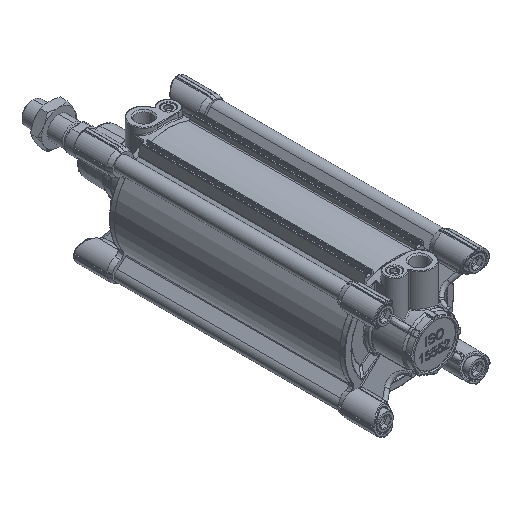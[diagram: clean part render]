
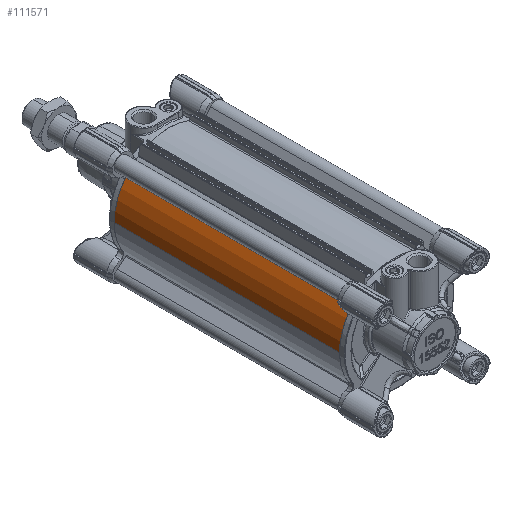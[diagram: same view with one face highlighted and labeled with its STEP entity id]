
A CAD part, isometric view. The second image highlights one B-rep face of the part: STEP entity #111571.
In plain terms, the highlighted cylindrical face has radius 65.5 mm (diameter 131 mm), a partial arc.
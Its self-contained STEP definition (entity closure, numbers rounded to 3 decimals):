
#5065 = CARTESIAN_POINT ( 'NONE',  ( -65.5, 315., 0. ) ) ;
#10771 = EDGE_CURVE ( 'NONE', #42560, #77311, #71113, .T. ) ;
#18573 = ORIENTED_EDGE ( 'NONE', *, *, #27191, .T. ) ;
#24036 = DIRECTION ( 'NONE',  ( 0., -1., 0. ) ) ;
#25565 = DIRECTION ( 'NONE',  ( 0., 1., 0. ) ) ;
#27191 = EDGE_CURVE ( 'NONE', #77311, #67393, #123532, .T. ) ;
#27223 = EDGE_CURVE ( 'NONE', #44629, #67393, #116430, .T. ) ;
#31122 = AXIS2_PLACEMENT_3D ( 'NONE', #127715, #138272, #85371 ) ;
#42560 = VERTEX_POINT ( 'NONE', #81689 ) ;
#44519 = CARTESIAN_POINT ( 'NONE',  ( 0., 45., 0. ) ) ;
#44629 = VERTEX_POINT ( 'NONE', #66581 ) ;
#48793 = CYLINDRICAL_SURFACE ( 'NONE', #112913, 65.5 ) ;
#62653 = VECTOR ( 'NONE', #126328, 1000. ) ;
#66581 = CARTESIAN_POINT ( 'NONE',  ( -65.5, 45., 0. ) ) ;
#67393 = VERTEX_POINT ( 'NONE', #5065 ) ;
#67936 = CARTESIAN_POINT ( 'NONE',  ( 0., 245., 0. ) ) ;
#69996 = FACE_OUTER_BOUND ( 'NONE', #114235, .T. ) ;
#71113 = LINE ( 'NONE', #72531, #82629 ) ;
#72531 = CARTESIAN_POINT ( 'NONE',  ( -51.346, 245., 40.668 ) ) ;
#73993 = ORIENTED_EDGE ( 'NONE', *, *, #100343, .F. ) ;
#75844 = DIRECTION ( 'NONE',  ( 0., 1., 0. ) ) ;
#77311 = VERTEX_POINT ( 'NONE', #133547 ) ;
#81689 = CARTESIAN_POINT ( 'NONE',  ( -51.346, 45., 40.668 ) ) ;
#82629 = VECTOR ( 'NONE', #75844, 1000. ) ;
#85371 = DIRECTION ( 'NONE',  ( 1., 0., 0. ) ) ;
#100343 = EDGE_CURVE ( 'NONE', #42560, #44629, #116078, .T. ) ;
#101288 = ORIENTED_EDGE ( 'NONE', *, *, #27223, .F. ) ;
#103302 = ORIENTED_EDGE ( 'NONE', *, *, #10771, .T. ) ;
#111571 = ADVANCED_FACE ( 'NONE', ( #69996 ), #48793, .T. ) ;
#112913 = AXIS2_PLACEMENT_3D ( 'NONE', #67936, #25565, #113072 ) ;
#113072 = DIRECTION ( 'NONE',  ( -1., 0., 0. ) ) ;
#114235 = EDGE_LOOP ( 'NONE', ( #101288, #73993, #103302, #18573 ) ) ;
#116078 = CIRCLE ( 'NONE', #136381, 65.5 ) ;
#116430 = LINE ( 'NONE', #128422, #62653 ) ;
#123532 = CIRCLE ( 'NONE', #31122, 65.5 ) ;
#126328 = DIRECTION ( 'NONE',  ( 0., 1., 0. ) ) ;
#127715 = CARTESIAN_POINT ( 'NONE',  ( 0., 315., 0. ) ) ;
#128422 = CARTESIAN_POINT ( 'NONE',  ( -65.5, 245., 0. ) ) ;
#131333 = DIRECTION ( 'NONE',  ( 1., 0., 0. ) ) ;
#133547 = CARTESIAN_POINT ( 'NONE',  ( -51.346, 315., 40.668 ) ) ;
#136381 = AXIS2_PLACEMENT_3D ( 'NONE', #44519, #24036, #131333 ) ;
#138272 = DIRECTION ( 'NONE',  ( 0., -1., 0. ) ) ;
